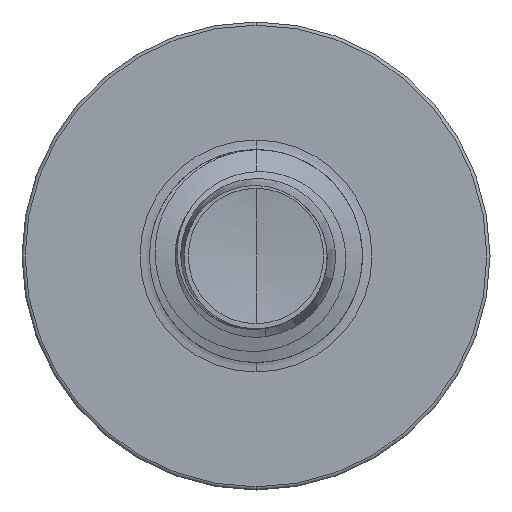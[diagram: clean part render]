
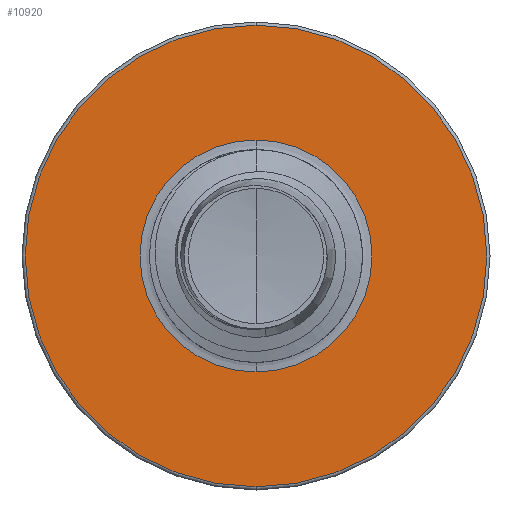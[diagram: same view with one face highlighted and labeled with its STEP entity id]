
A CAD part, front view. The second image highlights one B-rep face of the part: STEP entity #10920.
In plain terms, the highlighted planar face has unit normal (0, -1, 0).
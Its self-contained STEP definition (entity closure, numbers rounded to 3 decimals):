
#745 = CIRCLE ( 'NONE', #2064, 2.713 ) ;
#796 = CARTESIAN_POINT ( 'NONE',  ( 0., 4., 2.713 ) ) ;
#1568 = AXIS2_PLACEMENT_3D ( 'NONE', #10154, #10143, #10131 ) ;
#2064 = AXIS2_PLACEMENT_3D ( 'NONE', #4178, #4157, #4142 ) ;
#3179 = ORIENTED_EDGE ( 'NONE', *, *, #5045, .T. ) ;
#3265 = FACE_OUTER_BOUND ( 'NONE', #9235, .T. ) ;
#3297 = EDGE_LOOP ( 'NONE', ( #3179, #9689 ) ) ;
#3711 = EDGE_CURVE ( 'NONE', #5874, #5479, #7731, .T. ) ;
#4142 = DIRECTION ( 'NONE',  ( 0., 0., 1. ) ) ;
#4157 = DIRECTION ( 'NONE',  ( 0., 1., 0. ) ) ;
#4178 = CARTESIAN_POINT ( 'NONE',  ( 0., 4., 0. ) ) ;
#4393 = CARTESIAN_POINT ( 'NONE',  ( 0., 4., -1.363 ) ) ;
#5045 = EDGE_CURVE ( 'NONE', #5479, #5874, #5815, .T. ) ;
#5479 = VERTEX_POINT ( 'NONE', #5935 ) ;
#5815 = CIRCLE ( 'NONE', #7014, 1.363 ) ;
#5874 = VERTEX_POINT ( 'NONE', #4393 ) ;
#5935 = CARTESIAN_POINT ( 'NONE',  ( 0., 4., 1.363 ) ) ;
#5955 = EDGE_CURVE ( 'NONE', #7280, #10624, #745, .T. ) ;
#6485 = ORIENTED_EDGE ( 'NONE', *, *, #5955, .F. ) ;
#7014 = AXIS2_PLACEMENT_3D ( 'NONE', #8298, #8296, #8286 ) ;
#7280 = VERTEX_POINT ( 'NONE', #796 ) ;
#7528 = DIRECTION ( 'NONE',  ( 0., 0., 1. ) ) ;
#7540 = DIRECTION ( 'NONE',  ( 0., 1., 0. ) ) ;
#7561 = CARTESIAN_POINT ( 'NONE',  ( 0., 4., 0. ) ) ;
#7731 = CIRCLE ( 'NONE', #1568, 1.363 ) ;
#8286 = DIRECTION ( 'NONE',  ( 0., 0., 1. ) ) ;
#8296 = DIRECTION ( 'NONE',  ( 0., 1., 0. ) ) ;
#8298 = CARTESIAN_POINT ( 'NONE',  ( 0., 4., 0. ) ) ;
#9235 = EDGE_LOOP ( 'NONE', ( #6485, #10141 ) ) ;
#9689 = ORIENTED_EDGE ( 'NONE', *, *, #3711, .T. ) ;
#9715 = AXIS2_PLACEMENT_3D ( 'NONE', #10930, #10542, #10533 ) ;
#10131 = DIRECTION ( 'NONE',  ( 0., 0., 1. ) ) ;
#10141 = ORIENTED_EDGE ( 'NONE', *, *, #11348, .F. ) ;
#10143 = DIRECTION ( 'NONE',  ( 0., 1., 0. ) ) ;
#10154 = CARTESIAN_POINT ( 'NONE',  ( 0., 4., 0. ) ) ;
#10533 = DIRECTION ( 'NONE',  ( 0., 0., 1. ) ) ;
#10542 = DIRECTION ( 'NONE',  ( 0., 1., 0. ) ) ;
#10552 = PLANE ( 'NONE',  #9715 ) ;
#10624 = VERTEX_POINT ( 'NONE', #13689 ) ;
#10811 = AXIS2_PLACEMENT_3D ( 'NONE', #7561, #7540, #7528 ) ;
#10920 = ADVANCED_FACE ( 'NONE', ( #3265, #11756 ), #10552, .F. ) ;
#10923 = CIRCLE ( 'NONE', #10811, 2.713 ) ;
#10930 = CARTESIAN_POINT ( 'NONE',  ( 0., 4., -1.363 ) ) ;
#11348 = EDGE_CURVE ( 'NONE', #10624, #7280, #10923, .T. ) ;
#11756 = FACE_BOUND ( 'NONE', #3297, .T. ) ;
#13689 = CARTESIAN_POINT ( 'NONE',  ( 0., 4., -2.712 ) ) ;
